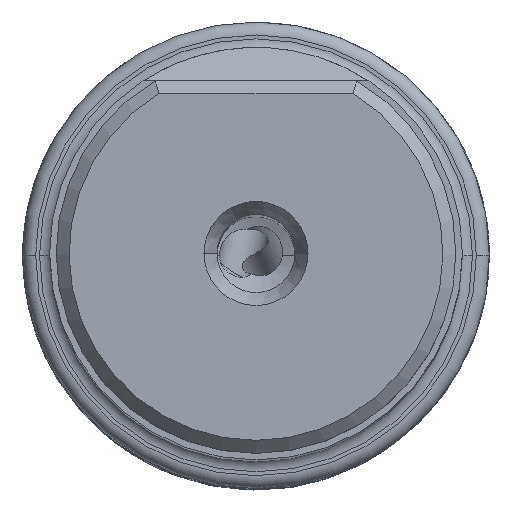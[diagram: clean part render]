
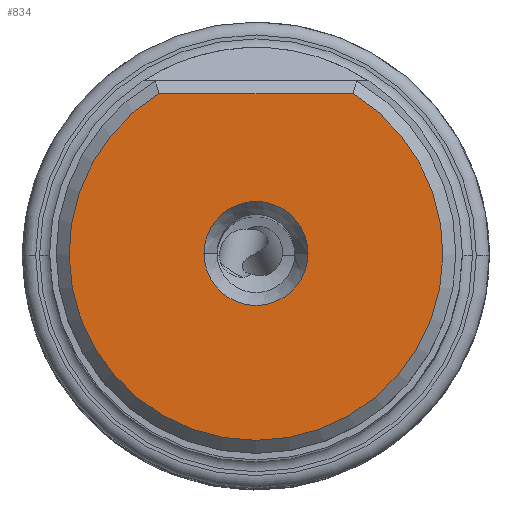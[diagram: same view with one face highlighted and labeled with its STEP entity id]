
A CAD part, top view. The second image highlights one B-rep face of the part: STEP entity #834.
In plain terms, the highlighted planar face has unit normal (0, 0, 1).
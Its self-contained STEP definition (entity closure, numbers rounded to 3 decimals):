
#613=PLANE('',#7687);
#834=ADVANCED_FACE('',(#1232,#1233),#613,.T.);
#1232=FACE_BOUND('',#1412,.T.);
#1233=FACE_BOUND('',#1413,.T.);
#1412=EDGE_LOOP('',(#3770,#3771,#3772));
#1413=EDGE_LOOP('',(#3773,#3774));
#1901=LINE('',#13963,#2281);
#2281=VECTOR('',#9018,1.);
#3770=ORIENTED_EDGE('',*,*,#6248,.F.);
#3771=ORIENTED_EDGE('',*,*,#6249,.F.);
#3772=ORIENTED_EDGE('',*,*,#6250,.F.);
#3773=ORIENTED_EDGE('',*,*,#6247,.F.);
#3774=ORIENTED_EDGE('',*,*,#6251,.F.);
#5363=VERTEX_POINT('',#13953);
#5364=VERTEX_POINT('',#13955);
#5365=VERTEX_POINT('',#13959);
#5366=VERTEX_POINT('',#13960);
#5367=VERTEX_POINT('',#13962);
#6247=EDGE_CURVE('',#5364,#5363,#6919,.T.);
#6248=EDGE_CURVE('',#5365,#5366,#6920,.T.);
#6249=EDGE_CURVE('',#5367,#5365,#6921,.T.);
#6250=EDGE_CURVE('',#5366,#5367,#1901,.T.);
#6251=EDGE_CURVE('',#5363,#5364,#6922,.T.);
#6919=CIRCLE('',#7682,4.);
#6920=CIRCLE('',#7684,14.375);
#6921=CIRCLE('',#7685,14.375);
#6922=CIRCLE('',#7686,4.);
#7682=AXIS2_PLACEMENT_3D('',#13956,#9010,#9011);
#7684=AXIS2_PLACEMENT_3D('',#13958,#9014,#9015);
#7685=AXIS2_PLACEMENT_3D('',#13961,#9016,#9017);
#7686=AXIS2_PLACEMENT_3D('',#13964,#9019,#9020);
#7687=AXIS2_PLACEMENT_3D('',#13965,#9021,#9022);
#9010=DIRECTION('',(0.,0.,1.));
#9011=DIRECTION('',(1.,0.,0.));
#9014=DIRECTION('',(0.,0.,-1.));
#9015=DIRECTION('',(0.,-1.,0.));
#9016=DIRECTION('',(0.,0.,-1.));
#9017=DIRECTION('',(0.519,0.855,0.));
#9018=DIRECTION('',(1.,0.,0.));
#9019=DIRECTION('',(0.,0.,1.));
#9020=DIRECTION('',(-1.,0.,0.));
#9021=DIRECTION('',(0.,0.,1.));
#9022=DIRECTION('',(1.,0.,0.));
#13953=CARTESIAN_POINT('',(-4.,0.,0.));
#13955=CARTESIAN_POINT('',(4.,0.,0.));
#13956=CARTESIAN_POINT('',(0.,0.,0.));
#13958=CARTESIAN_POINT('',(0.,0.,0.));
#13959=CARTESIAN_POINT('',(0.,-14.375,0.));
#13960=CARTESIAN_POINT('',(-7.465,12.285,0.));
#13961=CARTESIAN_POINT('',(0.,0.,0.));
#13962=CARTESIAN_POINT('',(7.465,12.285,0.));
#13963=CARTESIAN_POINT('',(-7.465,12.285,0.));
#13964=CARTESIAN_POINT('',(0.,0.,0.));
#13965=CARTESIAN_POINT('',(0.,-1.045,0.));
